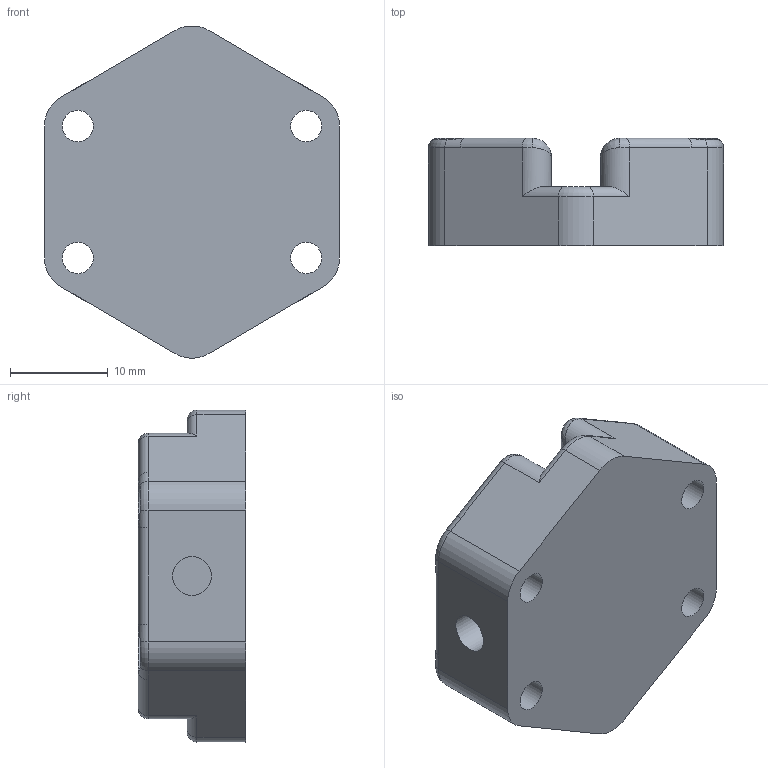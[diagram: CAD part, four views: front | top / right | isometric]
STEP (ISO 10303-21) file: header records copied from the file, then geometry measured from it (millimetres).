
FILE_DESCRIPTION(/* description */ (''),/* implementation_level */ '2;1');
FILE_NAME(/* name */ 'link6-7-1_v0.1.0.step',/* time_stamp */ '2025-09-23T15:36:45+02:00',/* author */ (''),/* organization */ (''),/* preprocessor_version */ 'ST-DEVELOPER v20.1',/* originating_system */ 'Autodesk Translation Framework v14.10.0.0',/* authorisation */ '');
FILE_SCHEMA (('AUTOMOTIVE_DESIGN { 1 0 10303 214 3 1 1 }'));
Length unit declared in the file: millimetre
Products named in the file (1): link6-7_1_CABLE
Bounding box: 30.2 x 11 x 33.98 mm (x, y, z)
Volume: 7025.1 mm3; surface area: 3402.4 mm2
Topology: 1 solids, 1 shells, 72 faces, 176 edges, 104 vertices
Faces by surface type: cylinder 40, plane 18, bspline 8, torus 6
Full cylindrical faces by diameter (mm): 3.2 x4, 4 x2, 6 x4
Entity records: 2311 total; most frequent: CARTESIAN_POINT 579, DIRECTION 376, ORIENTED_EDGE 344, EDGE_CURVE 172, AXIS2_PLACEMENT_3D 153, VERTEX_POINT 104, EDGE_LOOP 82, CIRCLE 80
